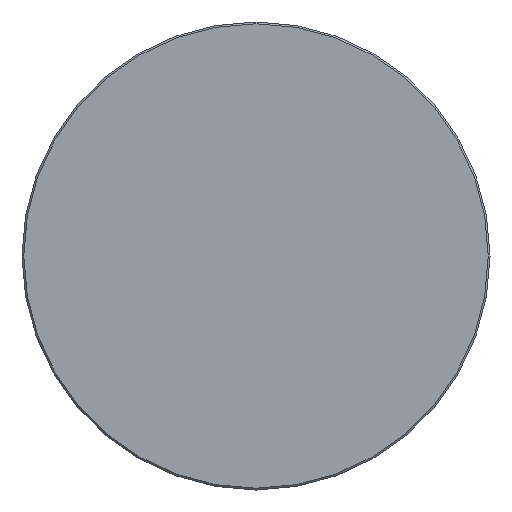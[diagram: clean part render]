
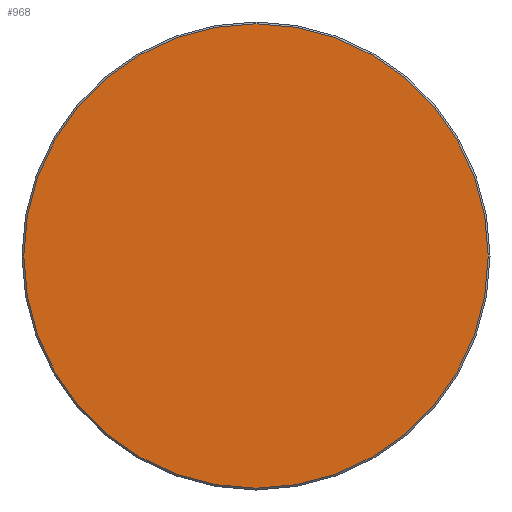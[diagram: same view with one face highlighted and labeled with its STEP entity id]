
A CAD part, left-side view. The second image highlights one B-rep face of the part: STEP entity #968.
In plain terms, the highlighted planar face has unit normal (-1, 0, 0).
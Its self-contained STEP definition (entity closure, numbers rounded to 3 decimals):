
#8 = VERTEX_POINT ( 'NONE', #990 ) ;
#10 = CARTESIAN_POINT ( 'NONE',  ( 0., 0., 0. ) ) ;
#37 = DIRECTION ( 'NONE',  ( 0., 0., -1. ) ) ;
#191 = PLANE ( 'NONE',  #399 ) ;
#268 = EDGE_LOOP ( 'NONE', ( #915, #1024 ) ) ;
#284 = VERTEX_POINT ( 'NONE', #525 ) ;
#352 = DIRECTION ( 'NONE',  ( -1., 0., 0. ) ) ;
#361 = AXIS2_PLACEMENT_3D ( 'NONE', #10, #622, #950 ) ;
#396 = CIRCLE ( 'NONE', #361, 38.7 ) ;
#399 = AXIS2_PLACEMENT_3D ( 'NONE', #567, #802, #37 ) ;
#495 = CIRCLE ( 'NONE', #824, 38.7 ) ;
#502 = EDGE_CURVE ( 'NONE', #284, #8, #495, .T. ) ;
#525 = CARTESIAN_POINT ( 'NONE',  ( 0., 0., 38.7 ) ) ;
#567 = CARTESIAN_POINT ( 'NONE',  ( 0., 0., 0. ) ) ;
#571 = FACE_OUTER_BOUND ( 'NONE', #268, .T. ) ;
#622 = DIRECTION ( 'NONE',  ( -1., 0., 0. ) ) ;
#798 = EDGE_CURVE ( 'NONE', #8, #284, #396, .T. ) ;
#802 = DIRECTION ( 'NONE',  ( 1., 0., 0. ) ) ;
#824 = AXIS2_PLACEMENT_3D ( 'NONE', #962, #352, #1035 ) ;
#915 = ORIENTED_EDGE ( 'NONE', *, *, #798, .T. ) ;
#950 = DIRECTION ( 'NONE',  ( 0., 0., 1. ) ) ;
#962 = CARTESIAN_POINT ( 'NONE',  ( 0., 0., 0. ) ) ;
#968 = ADVANCED_FACE ( 'NONE', ( #571 ), #191, .F. ) ;
#990 = CARTESIAN_POINT ( 'NONE',  ( 0., 0., -38.7 ) ) ;
#1024 = ORIENTED_EDGE ( 'NONE', *, *, #502, .T. ) ;
#1035 = DIRECTION ( 'NONE',  ( 0., 0., 1. ) ) ;
